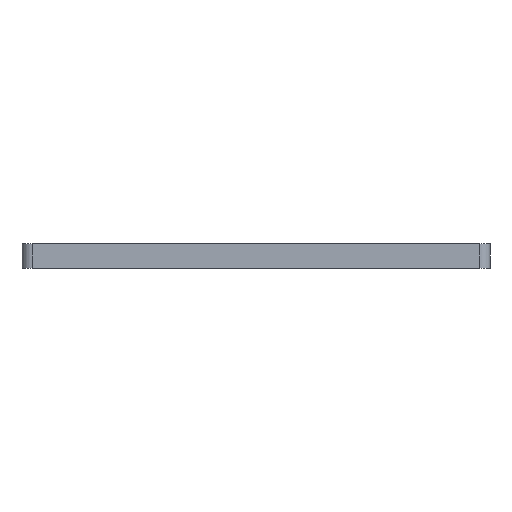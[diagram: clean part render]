
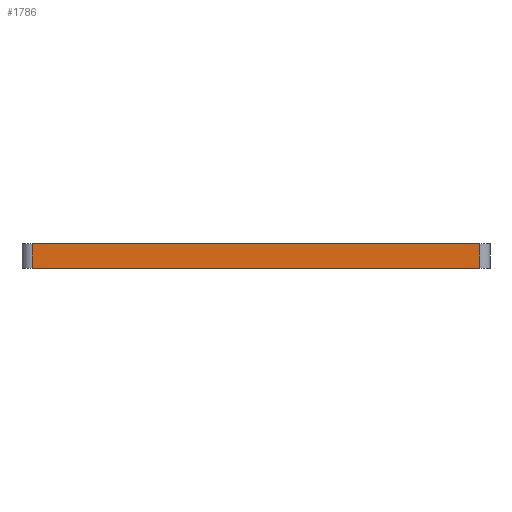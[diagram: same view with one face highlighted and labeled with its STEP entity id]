
A CAD part, front view. The second image highlights one B-rep face of the part: STEP entity #1786.
In plain terms, the highlighted planar face has unit normal (0, -1, 0).
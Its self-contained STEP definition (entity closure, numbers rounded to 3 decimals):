
#65=CARTESIAN_POINT('',(27.3,-28.55,15.));
#66=VERTEX_POINT('',#65);
#67=CARTESIAN_POINT('',(-27.3,-28.55,15.));
#68=VERTEX_POINT('',#67);
#69=CARTESIAN_POINT('',(27.3,-28.55,15.));
#70=DIRECTION('',(-1.,0.,0.));
#71=VECTOR('',#70,54.6);
#72=LINE('',#69,#71);
#73=EDGE_CURVE('',#66,#68,#72,.T.);
#1512=CARTESIAN_POINT('',(27.3,-28.55,12.));
#1513=VERTEX_POINT('',#1512);
#1521=CARTESIAN_POINT('',(-27.3,-28.55,12.));
#1522=VERTEX_POINT('',#1521);
#1523=CARTESIAN_POINT('',(27.3,-28.55,12.));
#1524=DIRECTION('',(-1.,0.,0.));
#1525=VECTOR('',#1524,54.6);
#1526=LINE('',#1523,#1525);
#1527=EDGE_CURVE('',#1513,#1522,#1526,.T.);
#1765=CARTESIAN_POINT('',(-26.099,-28.55,12.));
#1766=DIRECTION('',(0.,1.,0.));
#1767=DIRECTION('',(-0.,0.,-1.));
#1768=AXIS2_PLACEMENT_3D('',#1765,#1766,#1767);
#1769=PLANE('',#1768);
#1770=ORIENTED_EDGE('',*,*,#1527,.F.);
#1771=CARTESIAN_POINT('',(27.3,-28.55,12.));
#1772=DIRECTION('',(0.,0.,1.));
#1773=VECTOR('',#1772,3.);
#1774=LINE('',#1771,#1773);
#1775=EDGE_CURVE('',#1513,#66,#1774,.T.);
#1776=ORIENTED_EDGE('',*,*,#1775,.T.);
#1777=ORIENTED_EDGE('',*,*,#73,.T.);
#1778=CARTESIAN_POINT('',(-27.3,-28.55,15.));
#1779=DIRECTION('',(-0.,-0.,-1.));
#1780=VECTOR('',#1779,3.);
#1781=LINE('',#1778,#1780);
#1782=EDGE_CURVE('',#68,#1522,#1781,.T.);
#1783=ORIENTED_EDGE('',*,*,#1782,.T.);
#1784=EDGE_LOOP('',(#1770,#1776,#1777,#1783));
#1785=FACE_BOUND('',#1784,.T.);
#1786=ADVANCED_FACE('',(#1785),#1769,.F.);
